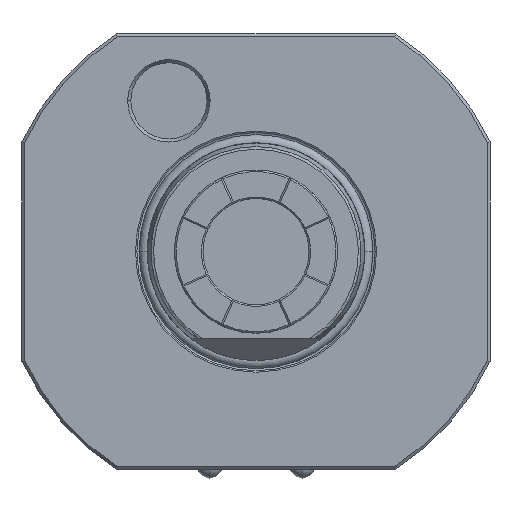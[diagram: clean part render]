
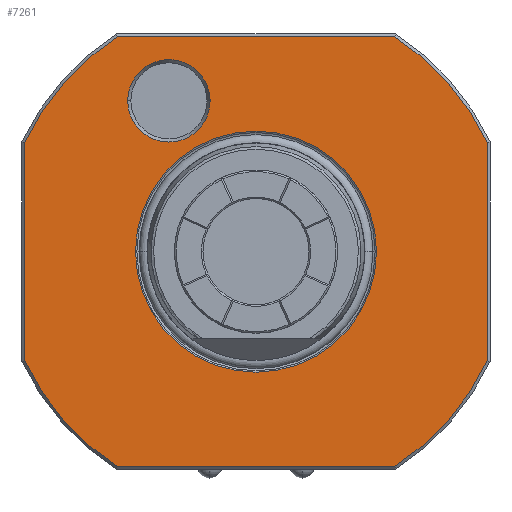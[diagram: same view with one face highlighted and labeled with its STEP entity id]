
A CAD part, left-side view. The second image highlights one B-rep face of the part: STEP entity #7261.
In plain terms, the highlighted planar face has unit normal (-1, 0, 0).
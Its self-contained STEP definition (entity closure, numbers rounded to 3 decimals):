
#230=CARTESIAN_POINT('',(-76.,0.,0.));
#231=DIRECTION('',(1.,0.,0.));
#232=DIRECTION('',(0.,-0.904,-0.427));
#233=AXIS2_PLACEMENT_3D('',#230,#231,#232);
#235=DIRECTION('',(0.,-1.,0.));
#236=VECTOR('',#235,50.942);
#237=CARTESIAN_POINT('',(-76.,25.471,-39.5));
#238=LINE('',#237,#236);
#239=CARTESIAN_POINT('',(-76.,0.,0.));
#240=DIRECTION('',(1.,0.,0.));
#241=DIRECTION('',(0.,0.542,-0.84));
#242=AXIS2_PLACEMENT_3D('',#239,#240,#241);
#244=DIRECTION('',(0.,0.,-1.));
#245=VECTOR('',#244,40.138);
#246=CARTESIAN_POINT('',(-76.,42.5,20.069));
#247=LINE('',#246,#245);
#248=CARTESIAN_POINT('',(-76.,0.,0.));
#249=DIRECTION('',(1.,0.,0.));
#250=DIRECTION('',(0.,0.904,0.427));
#251=AXIS2_PLACEMENT_3D('',#248,#249,#250);
#253=DIRECTION('',(0.,1.,0.));
#254=VECTOR('',#253,50.942);
#255=CARTESIAN_POINT('',(-76.,-25.471,39.5));
#256=LINE('',#255,#254);
#257=CARTESIAN_POINT('',(-76.,0.,0.));
#258=DIRECTION('',(1.,0.,0.));
#259=DIRECTION('',(0.,-0.542,0.84));
#260=AXIS2_PLACEMENT_3D('',#257,#258,#259);
#262=DIRECTION('',(0.,0.,1.));
#263=VECTOR('',#262,40.138);
#264=CARTESIAN_POINT('',(-76.,-42.5,
-20.069));
#265=LINE('',#264,#263);
#266=CARTESIAN_POINT('',(-76.,0.,0.));
#267=DIRECTION('',(1.,0.,0.));
#268=DIRECTION('',(0.,-1.,0.));
#269=AXIS2_PLACEMENT_3D('',#266,#267,#268);
#271=CARTESIAN_POINT('',(-76.,0.,0.));
#272=DIRECTION('',(1.,0.,0.));
#273=DIRECTION('',(0.,1.,0.));
#274=AXIS2_PLACEMENT_3D('',#271,#272,#273);
#276=CARTESIAN_POINT('',(-76.,16.,27.713));
#277=DIRECTION('',(1.,0.,0.));
#278=DIRECTION('',(0.,-1.,0.));
#279=AXIS2_PLACEMENT_3D('',#276,#277,#278);
#281=CARTESIAN_POINT('',(-76.,16.,27.713));
#282=DIRECTION('',(1.,0.,0.));
#283=DIRECTION('',(0.,1.,0.));
#284=AXIS2_PLACEMENT_3D('',#281,#282,#283);
#6379=CARTESIAN_POINT('',(-76.,-22.15,0.));
#6380=CARTESIAN_POINT('',(-76.,22.15,0.));
#6381=VERTEX_POINT('',#6379);
#6382=VERTEX_POINT('',#6380);
#6383=CARTESIAN_POINT('',(-76.,8.423,27.713));
#6384=CARTESIAN_POINT('',(-76.,23.577,27.713));
#6385=VERTEX_POINT('',#6383);
#6386=VERTEX_POINT('',#6384);
#6387=CARTESIAN_POINT('',(-76.,-42.5,-20.07));
#6388=CARTESIAN_POINT('',(-76.,-25.471,-39.5));
#6389=VERTEX_POINT('',#6387);
#6390=VERTEX_POINT('',#6388);
#6395=CARTESIAN_POINT('',(-76.,-25.471,39.5));
#6396=CARTESIAN_POINT('',(-76.,-42.5,20.07));
#6397=VERTEX_POINT('',#6395);
#6398=VERTEX_POINT('',#6396);
#6419=CARTESIAN_POINT('',(-76.,42.5,20.07));
#6420=CARTESIAN_POINT('',(-76.,25.471,39.5));
#6421=VERTEX_POINT('',#6419);
#6422=VERTEX_POINT('',#6420);
#6427=CARTESIAN_POINT('',(-76.,25.471,-39.5));
#6428=CARTESIAN_POINT('',(-76.,42.5,-20.07));
#6429=VERTEX_POINT('',#6427);
#6430=VERTEX_POINT('',#6428);
#7227=CARTESIAN_POINT('',(-76.,0.,0.));
#7228=DIRECTION('',(-1.,0.,0.));
#7229=DIRECTION('',(0.,1.,0.));
#7230=AXIS2_PLACEMENT_3D('',#7227,#7228,#7229);
#7231=PLANE('',#7230);
#7233=ORIENTED_EDGE('',*,*,#7232,.T.);
#7235=ORIENTED_EDGE('',*,*,#7234,.F.);
#7237=ORIENTED_EDGE('',*,*,#7236,.T.);
#7239=ORIENTED_EDGE('',*,*,#7238,.F.);
#7241=ORIENTED_EDGE('',*,*,#7240,.T.);
#7243=ORIENTED_EDGE('',*,*,#7242,.F.);
#7244=ORIENTED_EDGE('',*,*,#7217,.T.);
#7246=ORIENTED_EDGE('',*,*,#7245,.F.);
#7247=EDGE_LOOP('',(#7233,#7235,#7237,#7239,#7241,#7243,#7244,#7246));
#7248=FACE_OUTER_BOUND('',#7247,.F.);
#7250=ORIENTED_EDGE('',*,*,#7249,.F.);
#7252=ORIENTED_EDGE('',*,*,#7251,.F.);
#7253=EDGE_LOOP('',(#7250,#7252));
#7254=FACE_BOUND('',#7253,.F.);
#7256=ORIENTED_EDGE('',*,*,#7255,.F.);
#7258=ORIENTED_EDGE('',*,*,#7257,.F.);
#7259=EDGE_LOOP('',(#7256,#7258));
#7260=FACE_BOUND('',#7259,.F.);
#234=CIRCLE('',#233,47.001);
#243=CIRCLE('',#242,47.001);
#252=CIRCLE('',#251,47.001);
#261=CIRCLE('',#260,47.001);
#270=CIRCLE('',#269,22.15);
#275=CIRCLE('',#274,22.15);
#280=CIRCLE('',#279,7.577);
#285=CIRCLE('',#284,7.577);
#7217=EDGE_CURVE('',#6397,#6398,#261,.T.);
#7232=EDGE_CURVE('',#6389,#6390,#234,.T.);
#7234=EDGE_CURVE('',#6429,#6390,#238,.T.);
#7236=EDGE_CURVE('',#6429,#6430,#243,.T.);
#7238=EDGE_CURVE('',#6421,#6430,#247,.T.);
#7240=EDGE_CURVE('',#6421,#6422,#252,.T.);
#7242=EDGE_CURVE('',#6397,#6422,#256,.T.);
#7245=EDGE_CURVE('',#6389,#6398,#265,.T.);
#7249=EDGE_CURVE('',#6381,#6382,#270,.T.);
#7251=EDGE_CURVE('',#6382,#6381,#275,.T.);
#7255=EDGE_CURVE('',#6385,#6386,#280,.T.);
#7257=EDGE_CURVE('',#6386,#6385,#285,.T.);
#7261=ADVANCED_FACE('',(#7248,#7254,#7260),#7231,.T.);
